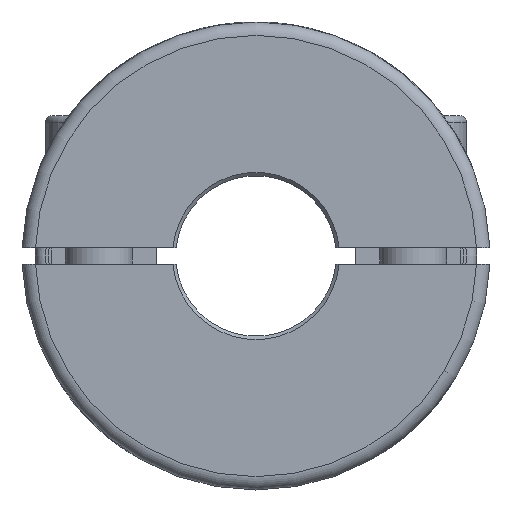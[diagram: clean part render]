
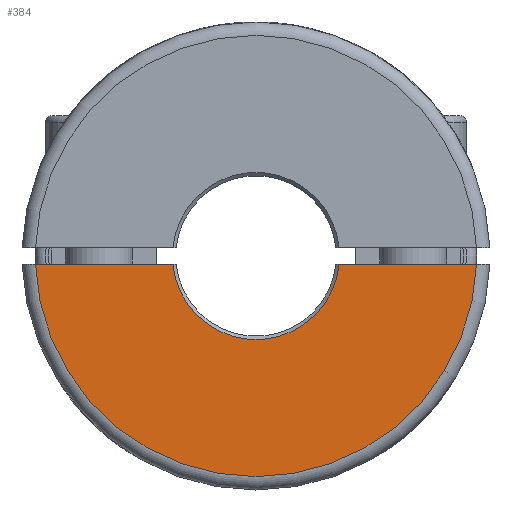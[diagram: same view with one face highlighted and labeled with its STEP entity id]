
A CAD part, left-side view. The second image highlights one B-rep face of the part: STEP entity #384.
In plain terms, the highlighted planar face has unit normal (-1, 0, 0).
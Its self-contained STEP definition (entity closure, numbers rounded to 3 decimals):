
#384 = ADVANCED_FACE( '', ( #880 ), #881, .F. );
#880 = FACE_OUTER_BOUND( '', #1467, .T. );
#881 = PLANE( '', #1468 );
#1467 = EDGE_LOOP( '', ( #2456, #2457, #2458, #2459 ) );
#1468 = AXIS2_PLACEMENT_3D( '', #2460, #2461, #2462 );
#2456 = ORIENTED_EDGE( '', *, *, #3000, .F. );
#2457 = ORIENTED_EDGE( '', *, *, #3078, .T. );
#2458 = ORIENTED_EDGE( '', *, *, #3252, .F. );
#2459 = ORIENTED_EDGE( '', *, *, #3229, .F. );
#2460 = CARTESIAN_POINT( '', ( -32., 0., 6. ) );
#2461 = DIRECTION( '', ( 1., 0., 0. ) );
#2462 = DIRECTION( '', ( 0., 0., 1. ) );
#3000 = EDGE_CURVE( '', #3498, #3500, #3501, .T. );
#3078 = EDGE_CURVE( '', #3498, #3632, #3635, .T. );
#3229 = EDGE_CURVE( '', #3500, #3858, #3861, .T. );
#3252 = EDGE_CURVE( '', #3858, #3632, #3892, .T. );
#3498 = VERTEX_POINT( '', #4306 );
#3500 = VERTEX_POINT( '', #4311 );
#3501 = LINE( '', #4312, #4313 );
#3632 = VERTEX_POINT( '', #4865 );
#3635 = CIRCLE( '', #4871, 12.5 );
#3858 = VERTEX_POINT( '', #5247 );
#3861 = CIRCLE( '', #5263, 33. );
#3892 = LINE( '', #5472, #5473 );
#4306 = CARTESIAN_POINT( '', ( -32., -12.442, -1.2 ) );
#4311 = CARTESIAN_POINT( '', ( -32., -32.978, -1.2 ) );
#4312 = CARTESIAN_POINT( '', ( -32., 0., -1.2 ) );
#4313 = VECTOR( '', #6010, 1000. );
#4865 = CARTESIAN_POINT( '', ( -32., 12.442, -1.2 ) );
#4871 = AXIS2_PLACEMENT_3D( '', #6099, #6100, #6101 );
#5247 = CARTESIAN_POINT( '', ( -32., 32.978, -1.2 ) );
#5263 = AXIS2_PLACEMENT_3D( '', #6296, #6297, #6298 );
#5472 = CARTESIAN_POINT( '', ( -32., 0., -1.2 ) );
#5473 = VECTOR( '', #6319, 1000. );
#6010 = DIRECTION( '', ( 0., -1., 0. ) );
#6099 = CARTESIAN_POINT( '', ( -32., 0., 0. ) );
#6100 = DIRECTION( '', ( 1., 0., 0. ) );
#6101 = DIRECTION( '', ( 0., 1., 0. ) );
#6296 = CARTESIAN_POINT( '', ( -32., 0., 0. ) );
#6297 = DIRECTION( '', ( 1., 0., 0. ) );
#6298 = DIRECTION( '', ( 0., 0., 1. ) );
#6319 = DIRECTION( '', ( 0., -1., 0. ) );
